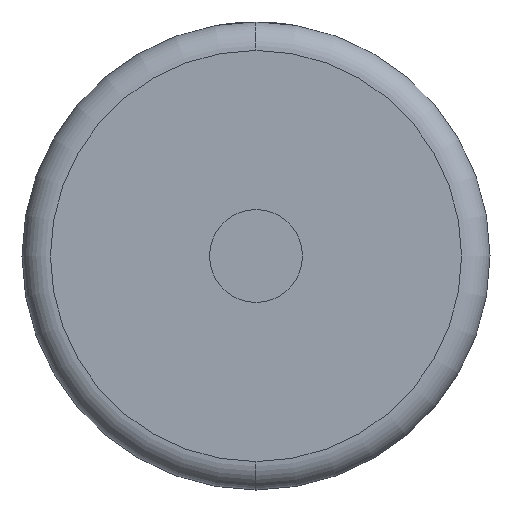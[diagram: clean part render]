
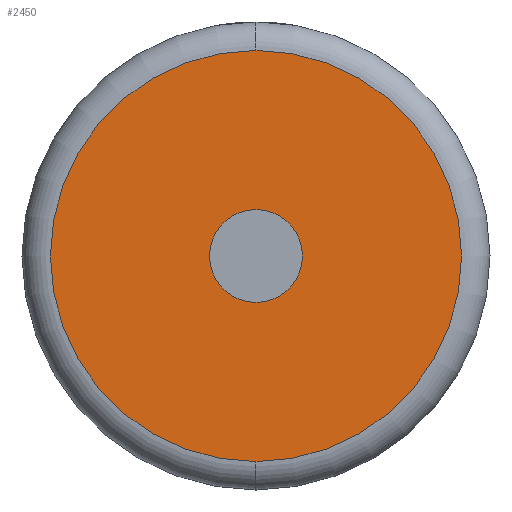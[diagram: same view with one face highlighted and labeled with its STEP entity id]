
A CAD part, left-side view. The second image highlights one B-rep face of the part: STEP entity #2450.
In plain terms, the highlighted planar face has unit normal (-1, 0, 0).
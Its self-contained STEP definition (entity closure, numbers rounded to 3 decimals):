
#56 = DIRECTION ( 'NONE',  ( -1., 0., 0. ) ) ;
#87 = CARTESIAN_POINT ( 'NONE',  ( 0., 0., 0. ) ) ;
#146 = CARTESIAN_POINT ( 'NONE',  ( 0., 0., 0. ) ) ;
#182 = EDGE_CURVE ( 'NONE', #1045, #1046, #879, .T. ) ;
#195 = ORIENTED_EDGE ( 'NONE', *, *, #855, .T. ) ;
#207 = CARTESIAN_POINT ( 'NONE',  ( 0., 0., -6. ) ) ;
#427 = PLANE ( 'NONE',  #1731 ) ;
#465 = EDGE_LOOP ( 'NONE', ( #1127, #2903 ) ) ;
#566 = VERTEX_POINT ( 'NONE', #1456 ) ;
#691 = DIRECTION ( 'NONE',  ( -1., 0., 0. ) ) ;
#741 = CARTESIAN_POINT ( 'NONE',  ( 0., 0., -26.573 ) ) ;
#855 = EDGE_CURVE ( 'NONE', #1046, #1045, #3126, .T. ) ;
#879 = CIRCLE ( 'NONE', #2439, 26.573 ) ;
#1045 = VERTEX_POINT ( 'NONE', #741 ) ;
#1046 = VERTEX_POINT ( 'NONE', #1678 ) ;
#1086 = DIRECTION ( 'NONE',  ( -1., 0., 0. ) ) ;
#1119 = DIRECTION ( 'NONE',  ( 0., 0., -1. ) ) ;
#1127 = ORIENTED_EDGE ( 'NONE', *, *, #1620, .F. ) ;
#1335 = FACE_OUTER_BOUND ( 'NONE', #2811, .T. ) ;
#1456 = CARTESIAN_POINT ( 'NONE',  ( 0., 0., 6. ) ) ;
#1620 = EDGE_CURVE ( 'NONE', #3222, #566, #2402, .T. ) ;
#1629 = CARTESIAN_POINT ( 'NONE',  ( 0., 0., 0. ) ) ;
#1678 = CARTESIAN_POINT ( 'NONE',  ( 0., 0., 26.573 ) ) ;
#1731 = AXIS2_PLACEMENT_3D ( 'NONE', #146, #2626, #1119 ) ;
#1828 = CARTESIAN_POINT ( 'NONE',  ( 0., 0., 0. ) ) ;
#1851 = AXIS2_PLACEMENT_3D ( 'NONE', #1629, #56, #2875 ) ;
#1868 = DIRECTION ( 'NONE',  ( -1., 0., 0. ) ) ;
#1876 = EDGE_CURVE ( 'NONE', #566, #3222, #2551, .T. ) ;
#2402 = CIRCLE ( 'NONE', #3217, 6. ) ;
#2439 = AXIS2_PLACEMENT_3D ( 'NONE', #1828, #1868, #2806 ) ;
#2450 = ADVANCED_FACE ( 'NONE', ( #1335, #3725 ), #427, .F. ) ;
#2551 = CIRCLE ( 'NONE', #3092, 6. ) ;
#2626 = DIRECTION ( 'NONE',  ( 1., 0., 0. ) ) ;
#2657 = CARTESIAN_POINT ( 'NONE',  ( 0., 0., 0. ) ) ;
#2777 = DIRECTION ( 'NONE',  ( 0., 0., -1. ) ) ;
#2806 = DIRECTION ( 'NONE',  ( 0., 0., -1. ) ) ;
#2811 = EDGE_LOOP ( 'NONE', ( #3482, #195 ) ) ;
#2875 = DIRECTION ( 'NONE',  ( 0., 0., -1. ) ) ;
#2903 = ORIENTED_EDGE ( 'NONE', *, *, #1876, .F. ) ;
#3092 = AXIS2_PLACEMENT_3D ( 'NONE', #87, #691, #2777 ) ;
#3126 = CIRCLE ( 'NONE', #1851, 26.573 ) ;
#3217 = AXIS2_PLACEMENT_3D ( 'NONE', #2657, #1086, #3285 ) ;
#3222 = VERTEX_POINT ( 'NONE', #207 ) ;
#3285 = DIRECTION ( 'NONE',  ( 0., 0., -1. ) ) ;
#3482 = ORIENTED_EDGE ( 'NONE', *, *, #182, .T. ) ;
#3725 = FACE_BOUND ( 'NONE', #465, .T. ) ;
